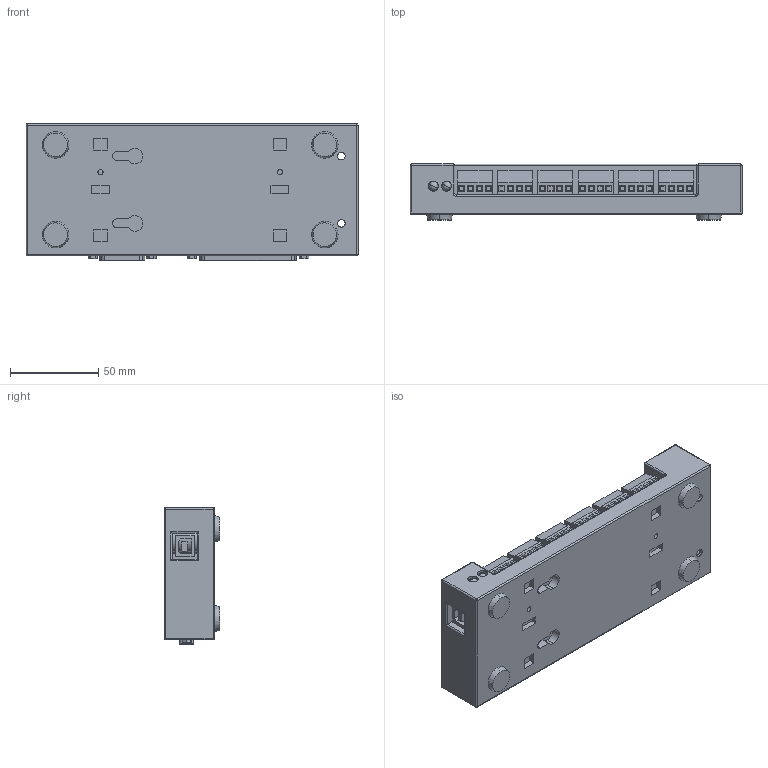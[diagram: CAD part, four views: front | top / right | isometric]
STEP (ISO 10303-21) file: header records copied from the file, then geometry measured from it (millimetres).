
FILE_DESCRIPTION (( 'STEP AP203' ), '1' );
FILE_NAME ('U6.STEP', '2013-09-03T15:50:02', ( '' ), ( '' ), '', '', '' );
FILE_SCHEMA (( 'CONFIG_CONTROL_DESIGN' ));
Length unit declared in the file: inch
Products named in the file (1): U6
Bounding box: 187.96 x 31.62 x 77.72 mm (x, y, z)
Surface area: 56226.5 mm2 (no closed solid volume)
Topology: 0 solids, 13 shells, 649 faces, 1647 edges, 1066 vertices
Faces by surface type: plane 316, cylinder 271, torus 40, sphere 14, cone 8
Entity records: 19506 total; most frequent: DIRECTION 3531, CARTESIAN_POINT 3367, ORIENTED_EDGE 3042, EDGE_CURVE 1633, AXIS2_PLACEMENT_3D 1254, VERTEX_POINT 1066, VECTOR 1023, LINE 1023
